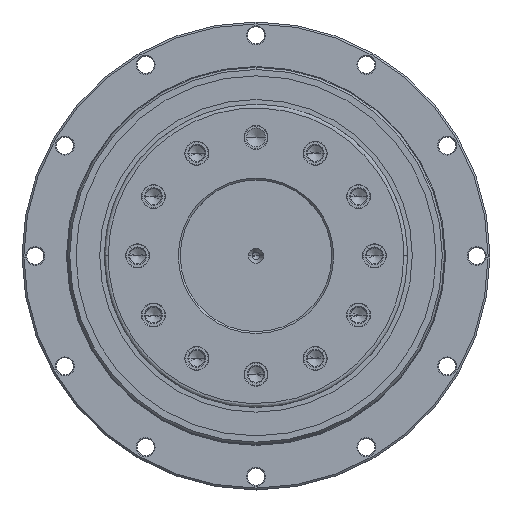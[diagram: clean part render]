
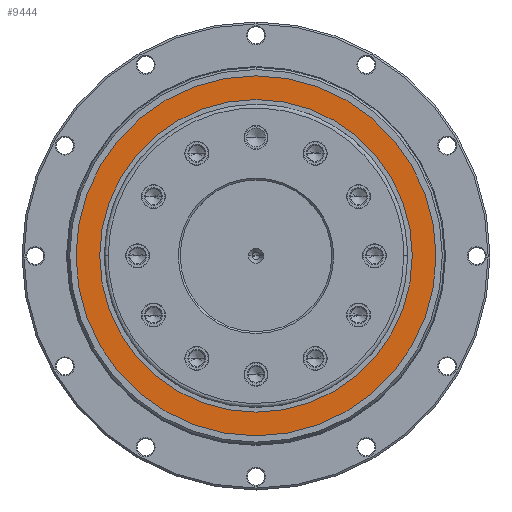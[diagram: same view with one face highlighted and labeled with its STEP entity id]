
A CAD part, top view. The second image highlights one B-rep face of the part: STEP entity #9444.
In plain terms, the highlighted planar face has unit normal (0, 0, 1).
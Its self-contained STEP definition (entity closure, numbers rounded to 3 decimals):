
#478 = AXIS2_PLACEMENT_3D ( 'NONE', #38511, #16626, #42288 ) ;
#1263 = CARTESIAN_POINT ( 'NONE',  ( -95., 0., 97.49 ) ) ;
#1582 = VERTEX_POINT ( 'NONE', #1263 ) ;
#1753 = CARTESIAN_POINT ( 'NONE',  ( 82.5, 0., 97.49 ) ) ;
#1921 = FACE_OUTER_BOUND ( 'NONE', #11240, .T. ) ;
#2763 = CIRCLE ( 'NONE', #29852, 95. ) ;
#3611 = EDGE_CURVE ( 'NONE', #9216, #1582, #2763, .T. ) ;
#4109 = DIRECTION ( 'NONE',  ( 0., 0., -1. ) ) ;
#6815 = DIRECTION ( 'NONE',  ( -1., 0., 0. ) ) ;
#6878 = DIRECTION ( 'NONE',  ( 0., 0., 1. ) ) ;
#6929 = CARTESIAN_POINT ( 'NONE',  ( 0., 0., 97.49 ) ) ;
#7380 = EDGE_CURVE ( 'NONE', #38204, #16244, #21619, .T. ) ;
#8645 = AXIS2_PLACEMENT_3D ( 'NONE', #23197, #40049, #26190 ) ;
#9216 = VERTEX_POINT ( 'NONE', #13614 ) ;
#9444 = ADVANCED_FACE ( 'NONE', ( #1921, #39063 ), #12041, .T. ) ;
#10333 = CIRCLE ( 'NONE', #24958, 82.5 ) ;
#11240 = EDGE_LOOP ( 'NONE', ( #21911, #45199 ) ) ;
#12041 = PLANE ( 'NONE',  #19816 ) ;
#13614 = CARTESIAN_POINT ( 'NONE',  ( 95., 0., 97.49 ) ) ;
#13832 = EDGE_CURVE ( 'NONE', #16244, #38204, #10333, .T. ) ;
#13879 = CARTESIAN_POINT ( 'NONE',  ( -82.5, 0., 97.49 ) ) ;
#16244 = VERTEX_POINT ( 'NONE', #1753 ) ;
#16626 = DIRECTION ( 'NONE',  ( 0., 0., 1. ) ) ;
#19310 = ORIENTED_EDGE ( 'NONE', *, *, #7380, .T. ) ;
#19816 = AXIS2_PLACEMENT_3D ( 'NONE', #38906, #41725, #47612 ) ;
#19989 = EDGE_LOOP ( 'NONE', ( #19310, #40092 ) ) ;
#21619 = CIRCLE ( 'NONE', #8645, 82.5 ) ;
#21911 = ORIENTED_EDGE ( 'NONE', *, *, #27891, .T. ) ;
#23197 = CARTESIAN_POINT ( 'NONE',  ( 0., 0., 97.49 ) ) ;
#24958 = AXIS2_PLACEMENT_3D ( 'NONE', #26460, #4109, #30126 ) ;
#26190 = DIRECTION ( 'NONE',  ( -1., 0., 0. ) ) ;
#26460 = CARTESIAN_POINT ( 'NONE',  ( 0., 0., 97.49 ) ) ;
#27891 = EDGE_CURVE ( 'NONE', #1582, #9216, #36736, .T. ) ;
#29852 = AXIS2_PLACEMENT_3D ( 'NONE', #6929, #6878, #6815 ) ;
#30126 = DIRECTION ( 'NONE',  ( -1., 0., 0. ) ) ;
#36736 = CIRCLE ( 'NONE', #478, 95. ) ;
#38204 = VERTEX_POINT ( 'NONE', #13879 ) ;
#38511 = CARTESIAN_POINT ( 'NONE',  ( 0., 0., 97.49 ) ) ;
#38906 = CARTESIAN_POINT ( 'NONE',  ( 0., 0., 97.49 ) ) ;
#39063 = FACE_BOUND ( 'NONE', #19989, .T. ) ;
#40049 = DIRECTION ( 'NONE',  ( 0., 0., -1. ) ) ;
#40092 = ORIENTED_EDGE ( 'NONE', *, *, #13832, .T. ) ;
#41725 = DIRECTION ( 'NONE',  ( 0., 0., 1. ) ) ;
#42288 = DIRECTION ( 'NONE',  ( -1., 0., 0. ) ) ;
#45199 = ORIENTED_EDGE ( 'NONE', *, *, #3611, .T. ) ;
#47612 = DIRECTION ( 'NONE',  ( 1., 0., 0. ) ) ;
